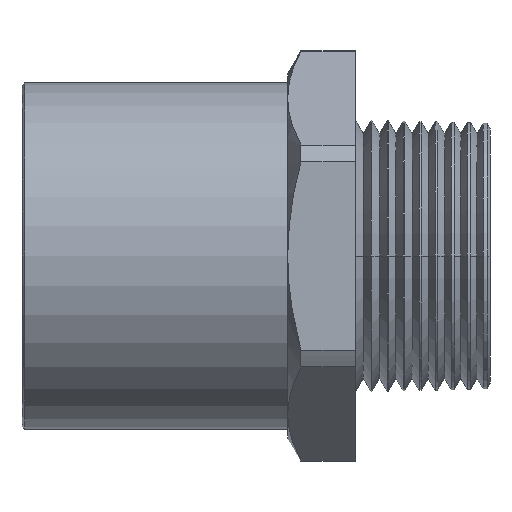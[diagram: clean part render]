
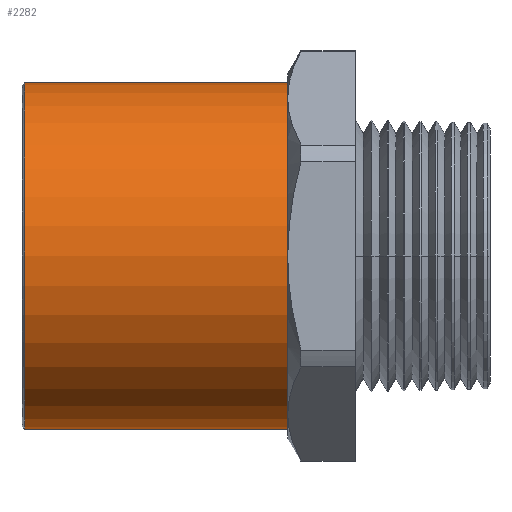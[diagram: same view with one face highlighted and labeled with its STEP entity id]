
A CAD part, front view. The second image highlights one B-rep face of the part: STEP entity #2282.
In plain terms, the highlighted cylindrical face has radius 16.65 mm (diameter 33.299 mm), a partial arc.
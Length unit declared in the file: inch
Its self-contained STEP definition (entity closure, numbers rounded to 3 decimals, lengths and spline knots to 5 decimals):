
#175 = VERTEX_POINT ( 'NONE', #825 ) ;
#178 = VERTEX_POINT ( 'NONE', #818 ) ;
#314 = EDGE_CURVE ( 'NONE', #2421, #2419, #1145, .T. ) ;
#818 = CARTESIAN_POINT ( 'NONE',  ( -1.76, 0., -0.6555 ) ) ;
#825 = CARTESIAN_POINT ( 'NONE',  ( -1.76, 0., 0.6555 ) ) ;
#1141 = DIRECTION ( 'NONE',  ( 0., 0., 1. ) ) ;
#1142 = DIRECTION ( 'NONE',  ( -1., 0., 0. ) ) ;
#1143 = CARTESIAN_POINT ( 'NONE',  ( -0.765, 0., 0. ) ) ;
#1144 = AXIS2_PLACEMENT_3D ( 'NONE', #1143, #1142, #1141 ) ;
#1145 = CIRCLE ( 'NONE', #1144, 0.6555 ) ;
#1538 = CYLINDRICAL_SURFACE ( 'NONE', #1539, 0.6555 ) ;
#1539 = AXIS2_PLACEMENT_3D ( 'NONE', #1544, #1603, #1602 ) ;
#1540 = FACE_OUTER_BOUND ( 'NONE', #2293, .T. ) ;
#1544 = CARTESIAN_POINT ( 'NONE',  ( -0.59111, 0., 0. ) ) ;
#1558 = DIRECTION ( 'NONE',  ( 0., 0., -1. ) ) ;
#1559 = DIRECTION ( 'NONE',  ( 1., 0., 0. ) ) ;
#1560 = AXIS2_PLACEMENT_3D ( 'NONE', #1566, #1559, #1558 ) ;
#1561 = CIRCLE ( 'NONE', #1560, 0.6555 ) ;
#1566 = CARTESIAN_POINT ( 'NONE',  ( -1.76, 0., 0. ) ) ;
#1602 = DIRECTION ( 'NONE',  ( 0., 0., 1. ) ) ;
#1603 = DIRECTION ( 'NONE',  ( -1., 0., 0. ) ) ;
#1644 = DIRECTION ( 'NONE',  ( -1., 0., 0. ) ) ;
#1645 = VECTOR ( 'NONE', #1644, 39.37008 ) ;
#1646 = CARTESIAN_POINT ( 'NONE',  ( -0.59111, 0., 0.6555 ) ) ;
#1647 = LINE ( 'NONE', #1646, #1645 ) ;
#1648 = DIRECTION ( 'NONE',  ( -1., 0., 0. ) ) ;
#1649 = VECTOR ( 'NONE', #1648, 39.37008 ) ;
#1650 = CARTESIAN_POINT ( 'NONE',  ( -0.59111, 0., -0.6555 ) ) ;
#1655 = LINE ( 'NONE', #1650, #1649 ) ;
#1761 = CARTESIAN_POINT ( 'NONE',  ( -0.765, 0., -0.6555 ) ) ;
#1762 = CARTESIAN_POINT ( 'NONE',  ( -0.765, 0., 0.6555 ) ) ;
#2275 = EDGE_CURVE ( 'NONE', #175, #178, #1561, .T. ) ;
#2277 = ORIENTED_EDGE ( 'NONE', *, *, #2275, .T. ) ;
#2282 = ADVANCED_FACE ( 'NONE', ( #1540 ), #1538, .T. ) ;
#2286 = ORIENTED_EDGE ( 'NONE', *, *, #314, .T. ) ;
#2288 = ORIENTED_EDGE ( 'NONE', *, *, #2359, .F. ) ;
#2293 = EDGE_LOOP ( 'NONE', ( #2288, #2286, #2294, #2277 ) ) ;
#2294 = ORIENTED_EDGE ( 'NONE', *, *, #2368, .T. ) ;
#2359 = EDGE_CURVE ( 'NONE', #2421, #178, #1655, .T. ) ;
#2368 = EDGE_CURVE ( 'NONE', #2419, #175, #1647, .T. ) ;
#2419 = VERTEX_POINT ( 'NONE', #1762 ) ;
#2421 = VERTEX_POINT ( 'NONE', #1761 ) ;
